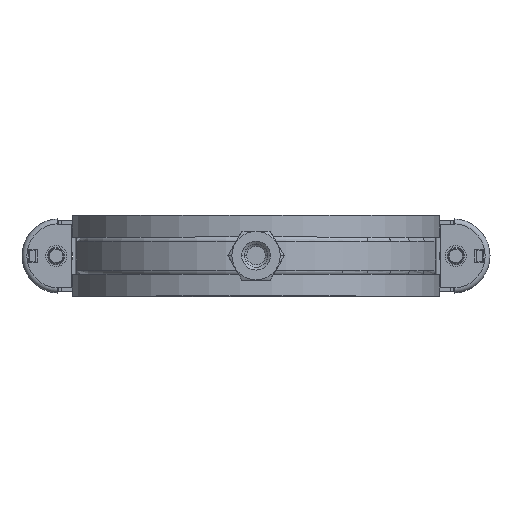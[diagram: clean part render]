
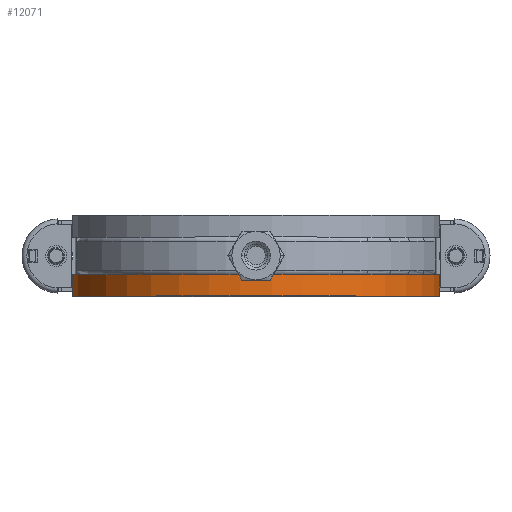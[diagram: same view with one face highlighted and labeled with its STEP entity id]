
A CAD part, top view. The second image highlights one B-rep face of the part: STEP entity #12071.
In plain terms, the highlighted cylindrical face has radius 64.25 mm (diameter 128.5 mm), a partial arc.
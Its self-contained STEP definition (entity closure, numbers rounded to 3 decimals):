
#12013=CARTESIAN_POINT('',(103.136,138.562,6.5));
#12014=VERTEX_POINT('',#12013);
#12021=CARTESIAN_POINT('',(230.898,138.562,6.5));
#12022=VERTEX_POINT('',#12021);
#12023=CARTESIAN_POINT('',(167.017,131.687,6.5));
#12024=DIRECTION('',(0.0,0.0,1.0));
#12025=DIRECTION('',(1.0,0.0,0.0));
#12026=AXIS2_PLACEMENT_3D('',#12023,#12024,#12025);
#12027=CIRCLE('',#12026,64.25);
#12028=EDGE_CURVE('',#12022,#12014,#12027,.T.);
#12040=CARTESIAN_POINT('',(167.017,131.687,10.25));
#12041=DIRECTION('',(0.0,0.0,1.0));
#12042=DIRECTION('',(1.0,0.0,0.0));
#12043=AXIS2_PLACEMENT_3D('',#12040,#12041,#12042);
#12044=CYLINDRICAL_SURFACE('',#12043,64.25);
#12045=CARTESIAN_POINT('',(103.136,138.562,14.));
#12046=VERTEX_POINT('',#12045);
#12047=CARTESIAN_POINT('',(103.136,138.562,6.5));
#12048=DIRECTION('',(0.0,0.0,1.0));
#12049=VECTOR('',#12048,7.5);
#12050=LINE('',#12047,#12049);
#12051=EDGE_CURVE('',#12014,#12046,#12050,.T.);
#12052=ORIENTED_EDGE('',*,*,#12051,.T.);
#12053=CARTESIAN_POINT('',(230.898,138.562,14.));
#12054=VERTEX_POINT('',#12053);
#12055=CARTESIAN_POINT('',(167.017,131.687,14.));
#12056=DIRECTION('',(0.0,0.0,1.0));
#12057=DIRECTION('',(1.0,0.0,0.0));
#12058=AXIS2_PLACEMENT_3D('',#12055,#12056,#12057);
#12059=CIRCLE('',#12058,64.25);
#12060=EDGE_CURVE('',#12054,#12046,#12059,.T.);
#12061=ORIENTED_EDGE('',*,*,#12060,.F.);
#12062=CARTESIAN_POINT('',(230.898,138.562,6.5));
#12063=DIRECTION('',(0.0,0.0,1.0));
#12064=VECTOR('',#12063,7.5);
#12065=LINE('',#12062,#12064);
#12066=EDGE_CURVE('',#12022,#12054,#12065,.T.);
#12067=ORIENTED_EDGE('',*,*,#12066,.F.);
#12068=ORIENTED_EDGE('',*,*,#12028,.T.);
#12069=EDGE_LOOP('',(#12052,#12061,#12067,#12068));
#12070=FACE_OUTER_BOUND('',#12069,.T.);
#12071=ADVANCED_FACE('',(#12070),#12044,.T.);
